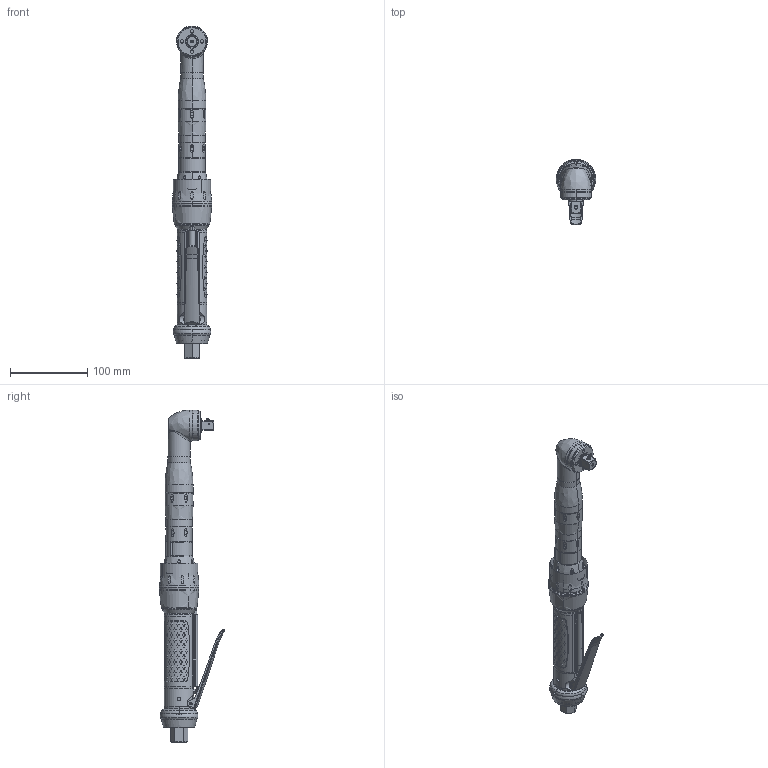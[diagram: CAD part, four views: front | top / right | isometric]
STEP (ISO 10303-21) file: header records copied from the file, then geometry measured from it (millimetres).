
FILE_DESCRIPTION((''),'2;1');
FILE_NAME('8431063551_DIM_ASM','2018-10-31T10:21:34',('INEEXTrab'),(''),'CREO PARAMETRIC BY PTC INC, 2018100','CREO PARAMETRIC BY PTC INC, 2018100','');
FILE_SCHEMA(('CONFIG_CONTROL_DESIGN'));
Products named in the file (32): 4210437800_AF0; 4210202903_AF0; 4210437100; 4210437180_ASM; 4214070100_ASM; 4210394104; 4210437203_SPEC1; 4210437203_ASM; 4210212204; 0108169171; 4210201605_AF0; 4210469101; 4214060410_ASM; 4210436803; 4210437900_SPEC1; 4210436900; 4210468501; 4210468401; 0663210652_AF0; 0663210652_AF1; 4214040310_ASM; 4210442100_AF0; 4090028100_AF0; 4220246600_AF0; 4220199300_AF0; 4210067535_AF0; 0108112400_AF0; 4250101200_AF0; 4210442180_ASM; 4210442800; 4214000201_ASM; 8431063551_DIM_ASM
Assembly tree (31 placements, depth 4):
  8431063551_DIM_ASM
    4214070100_ASM
      4210437800_AF0
      4210202903_AF0
      4210437180_ASM
        4210437100
    4214060410_ASM
      4210437203_ASM
        4210394104
        4210437203_SPEC1
      4210212204
      0108169171
      4210201605_AF0
      4210469101
    4214040310_ASM
      4210436803
      4210437900_SPEC1
      4210436900
      4210468501
      4210468401
      0663210652_AF0
      0663210652_AF1
    4214000201_ASM
      4210442180_ASM
        4210442100_AF0
        4090028100_AF0
        4220246600_AF0
        4220199300_AF0
        4210067535_AF0
        0108112400_AF0
        4250101200_AF0
      4210442800
Bounding box: 51.4 x 84.73 x 429.1 mm (x, y, z)
Volume: 223254.6 mm3; surface area: 202195.6 mm2
Topology: 24 solids, 44 shells, 2147 faces, 5510 edges, 3581 vertices
Faces by surface type: bspline 935, cylinder 612, plane 311, cone 145, torus 138, extrusion 4, sphere 2
Entity records: 105402 total; most frequent: CARTESIAN_POINT 60660, ORIENTED_EDGE 10928, DIRECTION 6244, EDGE_CURVE 5504, VERTEX_POINT 3581, B_SPLINE_CURVE_WITH_KNOTS 3215, AXIS2_PLACEMENT_3D 2627, EDGE_LOOP 2448
